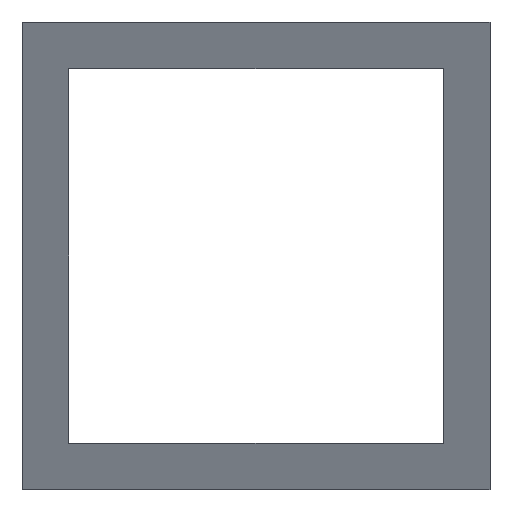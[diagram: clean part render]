
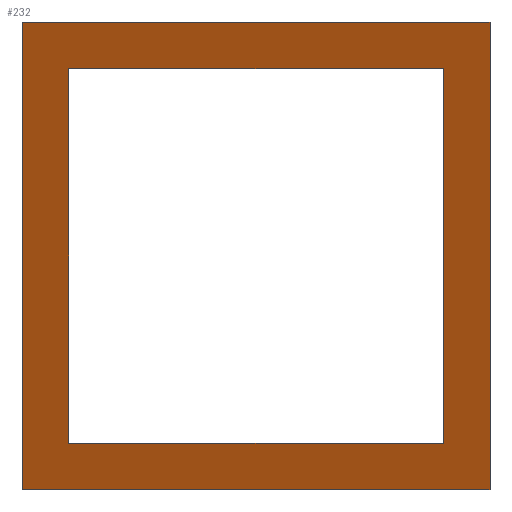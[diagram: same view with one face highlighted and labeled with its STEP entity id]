
A CAD part, front view. The second image highlights one B-rep face of the part: STEP entity #232.
In plain terms, the highlighted planar face has unit normal (-0.5, -0.866, 0).
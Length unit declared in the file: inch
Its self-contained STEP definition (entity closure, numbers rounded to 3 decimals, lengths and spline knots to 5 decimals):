
#22=FACE_BOUND('',#56,.T.);
#38=FACE_OUTER_BOUND('',#55,.T.);
#55=EDGE_LOOP('',(#201,#202,#203,#204));
#56=EDGE_LOOP('',(#205,#206,#207,#208));
#62=LINE('',#323,#86);
#66=LINE('',#333,#90);
#69=LINE('',#339,#93);
#71=LINE('',#344,#95);
#78=LINE('',#359,#102);
#81=LINE('',#366,#105);
#83=LINE('',#370,#107);
#84=LINE('',#374,#108);
#86=VECTOR('',#264,1.44338);
#90=VECTOR('',#272,1.25);
#93=VECTOR('',#277,1.44338);
#95=VECTOR('',#283,1.25);
#102=VECTOR('',#294,1.1547);
#105=VECTOR('',#301,1.);
#107=VECTOR('',#305,1.1547);
#108=VECTOR('',#310,1.);
#109=VERTEX_POINT('',#319);
#111=VERTEX_POINT('',#322);
#114=VERTEX_POINT('',#330);
#116=VERTEX_POINT('',#336);
#123=VERTEX_POINT('',#356);
#124=VERTEX_POINT('',#358);
#126=VERTEX_POINT('',#364);
#127=VERTEX_POINT('',#368);
#130=EDGE_CURVE('',#111,#109,#62,.T.);
#135=EDGE_CURVE('',#114,#109,#66,.T.);
#138=EDGE_CURVE('',#114,#116,#69,.T.);
#141=EDGE_CURVE('',#116,#111,#71,.T.);
#148=EDGE_CURVE('',#124,#123,#78,.T.);
#152=EDGE_CURVE('',#123,#126,#81,.T.);
#154=EDGE_CURVE('',#126,#127,#83,.T.);
#156=EDGE_CURVE('',#124,#127,#84,.T.);
#201=ORIENTED_EDGE('',*,*,#138,.T.);
#202=ORIENTED_EDGE('',*,*,#141,.T.);
#203=ORIENTED_EDGE('',*,*,#130,.T.);
#204=ORIENTED_EDGE('',*,*,#135,.F.);
#205=ORIENTED_EDGE('',*,*,#156,.F.);
#206=ORIENTED_EDGE('',*,*,#148,.T.);
#207=ORIENTED_EDGE('',*,*,#152,.T.);
#208=ORIENTED_EDGE('',*,*,#154,.T.);
#222=PLANE('',#256);
#232=ADVANCED_FACE('',(#38,#22),#222,.T.);
#256=AXIS2_PLACEMENT_3D('',#375,#311,#312);
#264=DIRECTION('',(-0.866,0.5,0.));
#272=DIRECTION('',(0.,0.,1.));
#277=DIRECTION('',(0.866,-0.5,0.));
#283=DIRECTION('',(0.,0.,1.));
#294=DIRECTION('',(-0.866,0.5,0.));
#301=DIRECTION('',(0.,0.,1.));
#305=DIRECTION('',(0.866,-0.5,0.));
#310=DIRECTION('',(0.,0.,1.));
#311=DIRECTION('center_axis',(-0.5,-0.866,0.));
#312=DIRECTION('ref_axis',(0.866,-0.5,0.));
#319=CARTESIAN_POINT('',(8.79589,-5.07831,1.25));
#322=CARTESIAN_POINT('',(10.04589,-5.8,1.25));
#323=CARTESIAN_POINT('',(10.04589,-5.8,1.25));
#330=CARTESIAN_POINT('',(8.79589,-5.07831,0.));
#333=CARTESIAN_POINT('',(8.79589,-5.07831,0.));
#336=CARTESIAN_POINT('',(10.04589,-5.8,0.));
#339=CARTESIAN_POINT('',(8.79589,-5.07831,0.));
#344=CARTESIAN_POINT('',(10.04589,-5.8,0.));
#356=CARTESIAN_POINT('',(8.92089,-5.15048,0.125));
#358=CARTESIAN_POINT('',(9.92089,-5.72783,0.125));
#359=CARTESIAN_POINT('',(9.92089,-5.72783,0.125));
#364=CARTESIAN_POINT('',(8.92089,-5.15048,1.125));
#366=CARTESIAN_POINT('',(8.92089,-5.15048,0.125));
#368=CARTESIAN_POINT('',(9.92089,-5.72783,1.125));
#370=CARTESIAN_POINT('',(8.92089,-5.15048,1.125));
#374=CARTESIAN_POINT('',(9.92089,-5.72783,0.125));
#375=CARTESIAN_POINT('Origin',(5.02295,-2.9,0.));
